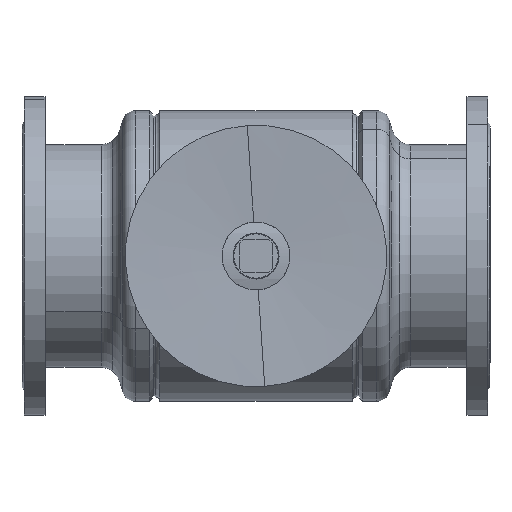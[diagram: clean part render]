
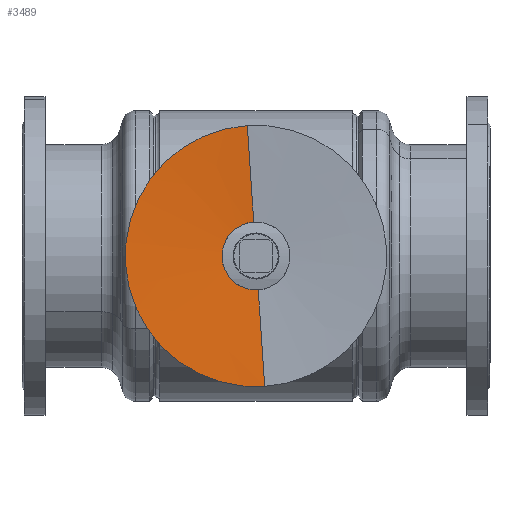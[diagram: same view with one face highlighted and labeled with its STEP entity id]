
A CAD part, front view. The second image highlights one B-rep face of the part: STEP entity #3489.
In plain terms, the highlighted conical face has half-angle 86.906 degrees and reference radius 65 mm.
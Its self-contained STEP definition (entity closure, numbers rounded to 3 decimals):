
#186 = CARTESIAN_POINT ( 'NONE',  ( 0., 10., 65. ) ) ;
#448 = CARTESIAN_POINT ( 'NONE',  ( 0., 0., 0. ) ) ;
#482 = EDGE_CURVE ( 'NONE', #7350, #8407, #6892, .T. ) ;
#581 = CIRCLE ( 'NONE', #7139, 65. ) ;
#1437 = AXIS2_PLACEMENT_3D ( 'NONE', #448, #2006, #5674 ) ;
#1518 = ORIENTED_EDGE ( 'NONE', *, *, #2219, .T. ) ;
#1543 = CONICAL_SURFACE ( 'NONE', #3890, 65., 1.517 ) ;
#2006 = DIRECTION ( 'NONE',  ( 0., -1., 0. ) ) ;
#2219 = EDGE_CURVE ( 'NONE', #8407, #4301, #5663, .T. ) ;
#2332 = CARTESIAN_POINT ( 'NONE',  ( 0., 0., 250. ) ) ;
#2862 = EDGE_LOOP ( 'NONE', ( #5610, #8330, #1518, #8576 ) ) ;
#3136 = CARTESIAN_POINT ( 'NONE',  ( 0., 0., -250. ) ) ;
#3489 = ADVANCED_FACE ( 'NONE', ( #8282 ), #1543, .F. ) ;
#3890 = AXIS2_PLACEMENT_3D ( 'NONE', #4486, #9642, #8242 ) ;
#4301 = VERTEX_POINT ( 'NONE', #3136 ) ;
#4486 = CARTESIAN_POINT ( 'NONE',  ( 0., 10., 0. ) ) ;
#4703 = DIRECTION ( 'NONE',  ( 0., -0.054, 0.999 ) ) ;
#5150 = EDGE_CURVE ( 'NONE', #7350, #7441, #581, .T. ) ;
#5182 = DIRECTION ( 'NONE',  ( 0., 0., -1. ) ) ;
#5375 = EDGE_CURVE ( 'NONE', #7441, #4301, #6474, .T. ) ;
#5610 = ORIENTED_EDGE ( 'NONE', *, *, #5150, .F. ) ;
#5663 = CIRCLE ( 'NONE', #1437, 250. ) ;
#5674 = DIRECTION ( 'NONE',  ( 0., 0., -1. ) ) ;
#6362 = VECTOR ( 'NONE', #6384, 1000. ) ;
#6384 = DIRECTION ( 'NONE',  ( 0., -0.054, -0.999 ) ) ;
#6426 = CARTESIAN_POINT ( 'NONE',  ( 0., 10., -65. ) ) ;
#6474 = LINE ( 'NONE', #6426, #6362 ) ;
#6595 = CARTESIAN_POINT ( 'NONE',  ( 0., 10., 65. ) ) ;
#6634 = DIRECTION ( 'NONE',  ( 0., -1., 0. ) ) ;
#6651 = VECTOR ( 'NONE', #4703, 1000. ) ;
#6892 = LINE ( 'NONE', #186, #6651 ) ;
#7139 = AXIS2_PLACEMENT_3D ( 'NONE', #8190, #6634, #5182 ) ;
#7350 = VERTEX_POINT ( 'NONE', #6595 ) ;
#7421 = CARTESIAN_POINT ( 'NONE',  ( 0., 10., -65. ) ) ;
#7441 = VERTEX_POINT ( 'NONE', #7421 ) ;
#8190 = CARTESIAN_POINT ( 'NONE',  ( 0., 10., 0. ) ) ;
#8242 = DIRECTION ( 'NONE',  ( 0., 0., -1. ) ) ;
#8282 = FACE_OUTER_BOUND ( 'NONE', #2862, .T. ) ;
#8330 = ORIENTED_EDGE ( 'NONE', *, *, #482, .T. ) ;
#8407 = VERTEX_POINT ( 'NONE', #2332 ) ;
#8576 = ORIENTED_EDGE ( 'NONE', *, *, #5375, .F. ) ;
#9642 = DIRECTION ( 'NONE',  ( 0., -1., 0. ) ) ;
